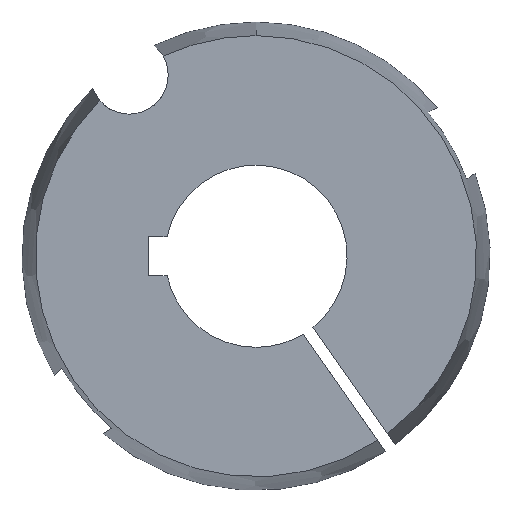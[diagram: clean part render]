
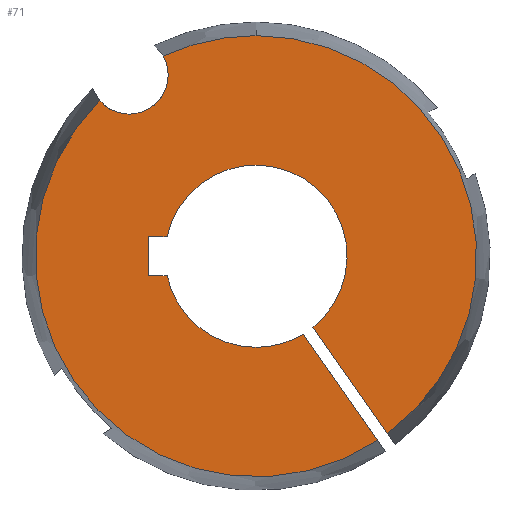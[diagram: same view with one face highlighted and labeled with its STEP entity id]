
A CAD part, left-side view. The second image highlights one B-rep face of the part: STEP entity #71.
In plain terms, the highlighted planar face has unit normal (-1, 0, 0).
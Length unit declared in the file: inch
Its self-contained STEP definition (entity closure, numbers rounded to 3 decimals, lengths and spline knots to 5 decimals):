
#2 = AXIS2_PLACEMENT_3D ( 'NONE', #156, #631, #216 ) ;
#3 = EDGE_CURVE ( 'NONE', #636, #807, #229, .T. ) ;
#9 = CARTESIAN_POINT ( 'NONE',  ( -1., 0.48412, -0.0938 ) ) ;
#11 = ORIENTED_EDGE ( 'NONE', *, *, #583, .T. ) ;
#22 = VERTEX_POINT ( 'NONE', #785 ) ;
#46 = EDGE_CURVE ( 'NONE', #502, #550, #258, .T. ) ;
#60 = ORIENTED_EDGE ( 'NONE', *, *, #829, .T. ) ;
#62 = VERTEX_POINT ( 'NONE', #102 ) ;
#71 = ADVANCED_FACE ( 'NONE', ( #209 ), #649, .T. ) ;
#81 = ORIENTED_EDGE ( 'NONE', *, *, #574, .T. ) ;
#90 = AXIS2_PLACEMENT_3D ( 'NONE', #790, #395, #854 ) ;
#92 = CARTESIAN_POINT ( 'NONE',  ( -1., 0.44569, 0.96171 ) ) ;
#102 = CARTESIAN_POINT ( 'NONE',  ( -1., 0.51537, 0.09375 ) ) ;
#116 = CARTESIAN_POINT ( 'NONE',  ( -1., 0.51537, 0.09375 ) ) ;
#122 = ORIENTED_EDGE ( 'NONE', *, *, #517, .T. ) ;
#124 = DIRECTION ( 'NONE',  ( 1., 0., 0. ) ) ;
#143 = LINE ( 'NONE', #537, #251 ) ;
#144 = DIRECTION ( 'NONE',  ( 1., 0., 0. ) ) ;
#146 = VERTEX_POINT ( 'NONE', #804 ) ;
#150 = DIRECTION ( 'NONE',  ( 0., 0., -1. ) ) ;
#151 = AXIS2_PLACEMENT_3D ( 'NONE', #630, #215, #699 ) ;
#156 = CARTESIAN_POINT ( 'NONE',  ( -1., 0., 0. ) ) ;
#166 = CARTESIAN_POINT ( 'NONE',  ( -1., 0., 0. ) ) ;
#170 = AXIS2_PLACEMENT_3D ( 'NONE', #717, #315, #780 ) ;
#178 = DIRECTION ( 'NONE',  ( 0., 0., -1. ) ) ;
#198 = CIRCLE ( 'NONE', #445, 0.4375 ) ;
#200 = EDGE_CURVE ( 'NONE', #321, #347, #268, .T. ) ;
#201 = ORIENTED_EDGE ( 'NONE', *, *, #3, .T. ) ;
#209 = FACE_OUTER_BOUND ( 'NONE', #515, .T. ) ;
#215 = DIRECTION ( 'NONE',  ( -1., 0., 0. ) ) ;
#216 = DIRECTION ( 'NONE',  ( 0., 0., 1. ) ) ;
#222 = ORIENTED_EDGE ( 'NONE', *, *, #319, .T. ) ;
#226 = DIRECTION ( 'NONE',  ( 0., 0., 1. ) ) ;
#229 = CIRCLE ( 'NONE', #814, 0.4375 ) ;
#238 = LINE ( 'NONE', #9, #696 ) ;
#244 = VECTOR ( 'NONE', #178, 39.37008 ) ;
#251 = VECTOR ( 'NONE', #682, 39.37008 ) ;
#258 = CIRCLE ( 'NONE', #853, 1.05997 ) ;
#268 = LINE ( 'NONE', #334, #824 ) ;
#315 = DIRECTION ( 'NONE',  ( -1., 0., 0. ) ) ;
#317 = ORIENTED_EDGE ( 'NONE', *, *, #46, .T. ) ;
#319 = EDGE_CURVE ( 'NONE', #543, #771, #698, .T. ) ;
#321 = VERTEX_POINT ( 'NONE', #470 ) ;
#326 = CARTESIAN_POINT ( 'NONE',  ( -1., -0.6308, -0.85184 ) ) ;
#327 = CARTESIAN_POINT ( 'NONE',  ( -1., 0.48412, 0.09375 ) ) ;
#334 = CARTESIAN_POINT ( 'NONE',  ( -1., -0.62203, -0.93739 ) ) ;
#335 = CARTESIAN_POINT ( 'NONE',  ( -1., -0.22738, -0.37377 ) ) ;
#347 = VERTEX_POINT ( 'NONE', #335 ) ;
#353 = ORIENTED_EDGE ( 'NONE', *, *, #650, .T. ) ;
#363 = EDGE_CURVE ( 'NONE', #807, #714, #143, .T. ) ;
#380 = LINE ( 'NONE', #116, #244 ) ;
#382 = EDGE_CURVE ( 'NONE', #475, #22, #238, .T. ) ;
#395 = DIRECTION ( 'NONE',  ( 1., 0., 0. ) ) ;
#402 = DIRECTION ( 'NONE',  ( 1., 0., 0. ) ) ;
#403 = CIRCLE ( 'NONE', #151, 1.05997 ) ;
#422 = CARTESIAN_POINT ( 'NONE',  ( -1., 0.42733, -0.0938 ) ) ;
#435 = CARTESIAN_POINT ( 'NONE',  ( -1., 0.60942, 0.68285 ) ) ;
#445 = AXIS2_PLACEMENT_3D ( 'NONE', #795, #402, #863 ) ;
#453 = EDGE_CURVE ( 'NONE', #771, #321, #403, .T. ) ;
#457 = ORIENTED_EDGE ( 'NONE', *, *, #782, .F. ) ;
#465 = ORIENTED_EDGE ( 'NONE', *, *, #453, .T. ) ;
#470 = CARTESIAN_POINT ( 'NONE',  ( -1., -0.58472, -0.8841 ) ) ;
#475 = VERTEX_POINT ( 'NONE', #422 ) ;
#502 = VERTEX_POINT ( 'NONE', #820 ) ;
#503 = AXIS2_PLACEMENT_3D ( 'NONE', #552, #144, #620 ) ;
#515 = EDGE_LOOP ( 'NONE', ( #81, #222, #465, #800, #353, #60, #518, #457, #11, #201, #567, #122, #317 ) ) ;
#517 = EDGE_CURVE ( 'NONE', #714, #502, #562, .T. ) ;
#518 = ORIENTED_EDGE ( 'NONE', *, *, #382, .T. ) ;
#532 = CARTESIAN_POINT ( 'NONE',  ( -1., 0.60942, 0.87035 ) ) ;
#537 = CARTESIAN_POINT ( 'NONE',  ( -1., 0.03131, 0.09375 ) ) ;
#543 = VERTEX_POINT ( 'NONE', #435 ) ;
#550 = VERTEX_POINT ( 'NONE', #92 ) ;
#552 = CARTESIAN_POINT ( 'NONE',  ( -1., 0., 0. ) ) ;
#555 = DIRECTION ( 'NONE',  ( 0., 1., 0. ) ) ;
#562 = CIRCLE ( 'NONE', #2, 1.05997 ) ;
#563 = DIRECTION ( 'NONE',  ( 1., 0., 0. ) ) ;
#567 = ORIENTED_EDGE ( 'NONE', *, *, #363, .T. ) ;
#574 = EDGE_CURVE ( 'NONE', #550, #543, #828, .T. ) ;
#579 = CIRCLE ( 'NONE', #503, 0.4375 ) ;
#583 = EDGE_CURVE ( 'NONE', #62, #636, #784, .T. ) ;
#599 = DIRECTION ( 'NONE',  ( 0., 0., -1. ) ) ;
#620 = DIRECTION ( 'NONE',  ( 0., 0., -1. ) ) ;
#630 = CARTESIAN_POINT ( 'NONE',  ( -1., 0., 0. ) ) ;
#631 = DIRECTION ( 'NONE',  ( -1., 0., 0. ) ) ;
#636 = VERTEX_POINT ( 'NONE', #867 ) ;
#641 = DIRECTION ( 'NONE',  ( -1., 0., 0. ) ) ;
#649 = PLANE ( 'NONE',  #170 ) ;
#650 = EDGE_CURVE ( 'NONE', #347, #146, #579, .T. ) ;
#656 = CARTESIAN_POINT ( 'NONE',  ( -1., 0., 0. ) ) ;
#659 = DIRECTION ( 'NONE',  ( 0., -1., 0. ) ) ;
#682 = DIRECTION ( 'NONE',  ( 0., -0.574, -0.819 ) ) ;
#696 = VECTOR ( 'NONE', #555, 39.37008 ) ;
#698 = CIRCLE ( 'NONE', #758, 0.1875 ) ;
#699 = DIRECTION ( 'NONE',  ( 0., 0., 1. ) ) ;
#714 = VERTEX_POINT ( 'NONE', #326 ) ;
#717 = CARTESIAN_POINT ( 'NONE',  ( -1., 0., 0. ) ) ;
#730 = CARTESIAN_POINT ( 'NONE',  ( -1., -0.27346, -0.34151 ) ) ;
#735 = DIRECTION ( 'NONE',  ( 0., 0.574, 0.819 ) ) ;
#752 = VECTOR ( 'NONE', #659, 39.37008 ) ;
#758 = AXIS2_PLACEMENT_3D ( 'NONE', #532, #124, #599 ) ;
#771 = VERTEX_POINT ( 'NONE', #846 ) ;
#780 = DIRECTION ( 'NONE',  ( 0., 0., 1. ) ) ;
#782 = EDGE_CURVE ( 'NONE', #62, #22, #380, .T. ) ;
#784 = LINE ( 'NONE', #327, #752 ) ;
#785 = CARTESIAN_POINT ( 'NONE',  ( -1., 0.51537, -0.0938 ) ) ;
#790 = CARTESIAN_POINT ( 'NONE',  ( -1., 0.60942, 0.87035 ) ) ;
#795 = CARTESIAN_POINT ( 'NONE',  ( -1., 0., 0. ) ) ;
#800 = ORIENTED_EDGE ( 'NONE', *, *, #200, .T. ) ;
#804 = CARTESIAN_POINT ( 'NONE',  ( -1., 0., -0.4375 ) ) ;
#807 = VERTEX_POINT ( 'NONE', #730 ) ;
#814 = AXIS2_PLACEMENT_3D ( 'NONE', #656, #563, #150 ) ;
#820 = CARTESIAN_POINT ( 'NONE',  ( -1., 0., 1.05997 ) ) ;
#824 = VECTOR ( 'NONE', #735, 39.37008 ) ;
#828 = CIRCLE ( 'NONE', #90, 0.1875 ) ;
#829 = EDGE_CURVE ( 'NONE', #146, #475, #198, .T. ) ;
#846 = CARTESIAN_POINT ( 'NONE',  ( -1., 0.75128, 0.74774 ) ) ;
#853 = AXIS2_PLACEMENT_3D ( 'NONE', #166, #641, #226 ) ;
#854 = DIRECTION ( 'NONE',  ( 0., 0., -1. ) ) ;
#863 = DIRECTION ( 'NONE',  ( 0., 0., -1. ) ) ;
#867 = CARTESIAN_POINT ( 'NONE',  ( -1., 0.42734, 0.09375 ) ) ;
